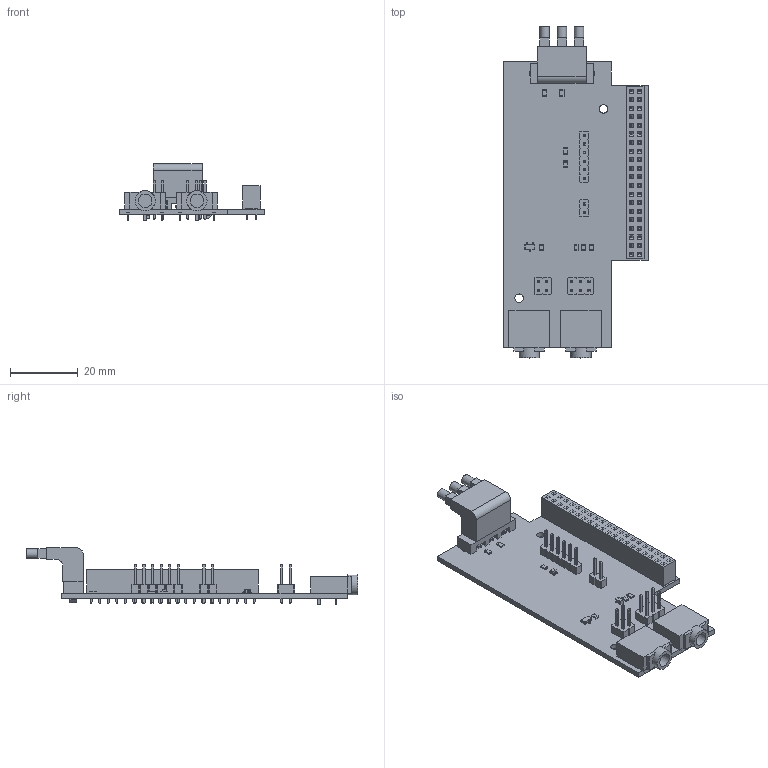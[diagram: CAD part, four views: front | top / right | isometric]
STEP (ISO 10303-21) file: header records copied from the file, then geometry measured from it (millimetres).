
FILE_DESCRIPTION(('FreeCAD Model'),'2;1');
FILE_NAME( 'raspberry-pi-ir-hat.step', '2020-10-02T09:46:10',('Author'),(''), 'Open CASCADE STEP processor 7.3','FreeCAD','Unknown');
FILE_SCHEMA(('AUTOMOTIVE_DESIGN { 1 0 10303 214 1 1 1 1 }'));
Length unit declared in the file: millimetre
Products named in the file (27): raspberry-pi-ir-hat; Board_Geoms_1d0a; Local_CS_1d0a; Pcb_1d0a; PCB_Sketch_1d0a; Step_Models_1d0a; Top_1d0a; J7_PinSocket_2x20_P254mm_Vertical_5F6B4C8E; J6_PinHeader_1x02_P254mm_Vertical_5F74D2F7; REF_BIVAR-RLP3-200-500_5F7383DA; J3_Fusion002_5F772883; R5_R_0805_2012Metric_5F5B9E9E; R4_R_0805_2012Metric_5F737558; R3_R_0805_2012Metric_5F75F897; R2_R_0805_2012Metric_5F737588; R1_R_0805_2012Metric_5F5B9E5A; J2_Fusion002_5F7727BD; D3_LED_0805_2012Metric_5F5B9D6D; D2_LED_0805_2012Metric_5F75F863; D1_LED_0805_2012Metric_5F75F82D; C1_C_0805_2012Metric_5F7375B8; D4_LED_0805_2012Metric_5F75F7F7; R6_R_0805_2012Metric_5F75FA0D; Q1_TSOT_23_5F739223; J1_PinHeader_1x06_P254mm_Vertical_5F74D2AA; J4_PinHeader_2x03_P254mm_Vertical_5F74D2C3; J5_PinHeader_2x02_P254mm_Vertical_5F762A3D
Assembly tree (26 placements, depth 4):
  raspberry-pi-ir-hat
    Board_Geoms_1d0a
      Local_CS_1d0a
      Pcb_1d0a
      PCB_Sketch_1d0a
    Step_Models_1d0a
      Top_1d0a
        J7_PinSocket_2x20_P254mm_Vertical_5F6B4C8E
        J6_PinHeader_1x02_P254mm_Vertical_5F74D2F7
        REF_BIVAR-RLP3-200-500_5F7383DA
        J3_Fusion002_5F772883
        R5_R_0805_2012Metric_5F5B9E9E
        R4_R_0805_2012Metric_5F737558
        R3_R_0805_2012Metric_5F75F897
        R2_R_0805_2012Metric_5F737588
        R1_R_0805_2012Metric_5F5B9E5A
        J2_Fusion002_5F7727BD
        D3_LED_0805_2012Metric_5F5B9D6D
        D2_LED_0805_2012Metric_5F75F863
        D1_LED_0805_2012Metric_5F75F82D
        C1_C_0805_2012Metric_5F7375B8
        D4_LED_0805_2012Metric_5F75F7F7
        R6_R_0805_2012Metric_5F75FA0D
        Q1_TSOT_23_5F739223
        J1_PinHeader_1x06_P254mm_Vertical_5F74D2AA
        J4_PinHeader_2x03_P254mm_Vertical_5F74D2C3
        J5_PinHeader_2x02_P254mm_Vertical_5F762A3D
Bounding box: 42.7 x 98.2 x 16.8 mm (x, y, z)
Volume: 9963.5 mm3; surface area: 12958.6 mm2
Topology: 21 solids, 21 shells, 2402 faces, 6096 edges, 3927 vertices
Faces by surface type: plane 2168, cylinder 207, bspline 27
Full cylindrical faces by diameter (mm): 1 x58, 1.2 x20, 1.7 x6, 2.5 x2, 2.8 x3, 4 x2, 6 x2
Entity records: 87500 total; most frequent: CARTESIAN_POINT 12565, ORIENTED_EDGE 12176, DIRECTION 11299, EDGE_CURVE 6088, LINE 5633, VECTOR 5633, VERTEX_POINT 3911, AXIS2_PLACEMENT_3D 2833
